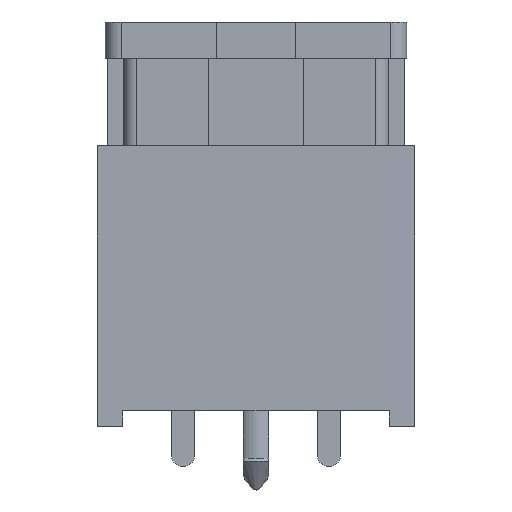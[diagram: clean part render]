
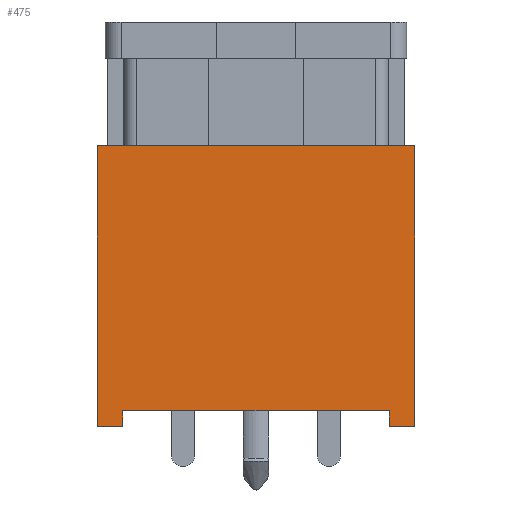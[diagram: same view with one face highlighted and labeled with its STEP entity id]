
A CAD part, front view. The second image highlights one B-rep face of the part: STEP entity #475.
In plain terms, the highlighted planar face has unit normal (0, -1, 0).
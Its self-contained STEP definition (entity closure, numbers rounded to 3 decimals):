
#95 = VERTEX_POINT('',#96);
#96 = CARTESIAN_POINT('',(-5.4,-4.2,0.));
#102 = EDGE_CURVE('',#103,#95,#105,.T.);
#103 = VERTEX_POINT('',#104);
#104 = CARTESIAN_POINT('',(-3.8,-4.2,0.));
#105 = LINE('',#106,#107);
#106 = CARTESIAN_POINT('',(14.6,-4.2,0.));
#107 = VECTOR('',#108,1.);
#108 = DIRECTION('',(-1.,0.,0.));
#142 = VERTEX_POINT('',#143);
#143 = CARTESIAN_POINT('',(-3.8,-4.2,1.));
#149 = EDGE_CURVE('',#103,#142,#150,.T.);
#150 = LINE('',#151,#152);
#151 = CARTESIAN_POINT('',(-3.8,-4.2,0.));
#152 = VECTOR('',#153,1.);
#153 = DIRECTION('',(0.,0.,1.));
#220 = EDGE_CURVE('',#221,#223,#225,.T.);
#221 = VERTEX_POINT('',#222);
#222 = CARTESIAN_POINT('',(13.,-4.2,0.));
#223 = VERTEX_POINT('',#224);
#224 = CARTESIAN_POINT('',(13.,-4.2,1.));
#225 = LINE('',#226,#227);
#226 = CARTESIAN_POINT('',(13.,-4.2,0.));
#227 = VECTOR('',#228,1.);
#228 = DIRECTION('',(0.,0.,1.));
#262 = EDGE_CURVE('',#263,#221,#265,.T.);
#263 = VERTEX_POINT('',#264);
#264 = CARTESIAN_POINT('',(14.6,-4.2,0.));
#265 = LINE('',#266,#267);
#266 = CARTESIAN_POINT('',(14.6,-4.2,0.));
#267 = VECTOR('',#268,1.);
#268 = DIRECTION('',(-1.,0.,0.));
#286 = VERTEX_POINT('',#287);
#287 = CARTESIAN_POINT('',(14.6,-4.2,17.7));
#293 = EDGE_CURVE('',#263,#286,#294,.T.);
#294 = LINE('',#295,#296);
#295 = CARTESIAN_POINT('',(14.6,-4.2,0.));
#296 = VECTOR('',#297,1.);
#297 = DIRECTION('',(0.,0.,1.));
#310 = VERTEX_POINT('',#311);
#311 = CARTESIAN_POINT('',(-5.4,-4.2,17.7));
#317 = EDGE_CURVE('',#286,#310,#318,.T.);
#318 = LINE('',#319,#320);
#319 = CARTESIAN_POINT('',(14.6,-4.2,17.7));
#320 = VECTOR('',#321,1.);
#321 = DIRECTION('',(-1.,0.,0.));
#462 = EDGE_CURVE('',#95,#310,#463,.T.);
#463 = LINE('',#464,#465);
#464 = CARTESIAN_POINT('',(-5.4,-4.2,0.));
#465 = VECTOR('',#466,1.);
#466 = DIRECTION('',(0.,0.,1.));
#475 = ADVANCED_FACE('',(#476),#491,.T.);
#476 = FACE_BOUND('',#477,.T.);
#477 = EDGE_LOOP('',(#478,#479,#480,#481,#482,#483,#484,#490));
#478 = ORIENTED_EDGE('',*,*,#262,.F.);
#479 = ORIENTED_EDGE('',*,*,#293,.T.);
#480 = ORIENTED_EDGE('',*,*,#317,.T.);
#481 = ORIENTED_EDGE('',*,*,#462,.F.);
#482 = ORIENTED_EDGE('',*,*,#102,.F.);
#483 = ORIENTED_EDGE('',*,*,#149,.T.);
#484 = ORIENTED_EDGE('',*,*,#485,.T.);
#485 = EDGE_CURVE('',#142,#223,#486,.T.);
#486 = LINE('',#487,#488);
#487 = CARTESIAN_POINT('',(-3.8,-4.2,1.));
#488 = VECTOR('',#489,1.);
#489 = DIRECTION('',(1.,0.,0.));
#490 = ORIENTED_EDGE('',*,*,#220,.F.);
#491 = PLANE('',#492);
#492 = AXIS2_PLACEMENT_3D('',#493,#494,#495);
#493 = CARTESIAN_POINT('',(14.6,-4.2,0.));
#494 = DIRECTION('',(0.,-1.,0.));
#495 = DIRECTION('',(-1.,0.,0.));
